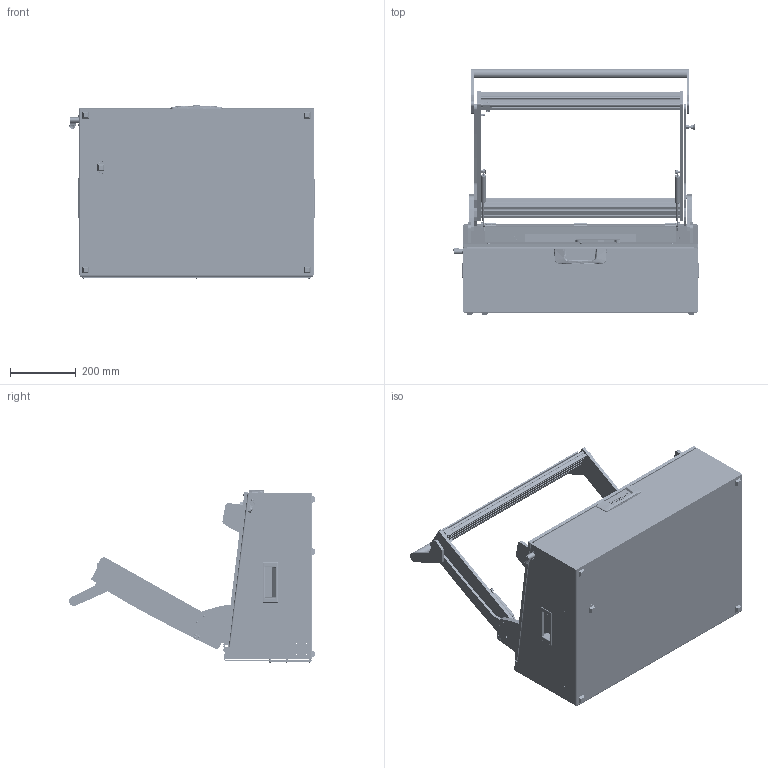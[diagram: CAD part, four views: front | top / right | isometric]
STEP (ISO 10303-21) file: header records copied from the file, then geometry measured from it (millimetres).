
FILE_DESCRIPTION (( 'STEP AP214' ), '1' );
FILE_NAME ('INGUN_42290_open.STEP', '2021-03-03T07:48:24', ( '' ), ( '' ), 'SwSTEP 2.0', 'SolidWorks 2018', '' );
FILE_SCHEMA (( 'AUTOMOTIVE_DESIGN' ));
Length unit declared in the file: millimetre
Products named in the file (107): 53734~1_KUNDE<S>; DIN6325~n_04,0m6x024; 109830~0_offen<S>; DIN6325~n_03,0m6x010; 40326~1_S; DIN6325~n_04,0m6x014; 109953~0_KUNDE<S>; 20901_01~0; DIN6325~n_04,0m6x016; 38440~6_KUNDE offen<S>; DIN912~n_M04,0x020; DIN6325~n_04,0m6x012; DIN7991~n_M05,0x016; 49317~0; 42689~3; DIN6325~n_02,0m6x020; 35097~0; 40333~2_S; K_02038~0; 30758_01~0_S; 42690~4_S; 37967~1; 31253~0_S; K_02037~0_Standard ohne Dyn Punkt<Standard>; 37971~8_S; 34328~1_S; 30758_02~0_S; 32171~0_S; 37972~6_S; 109945~0_KUNDE<S>; ISO7380~n_M05,0x008; 53032~0_S; ISO7380~n_M04,0x012; 40323~9; 40513~4_KUNDE<S>; 29805~4_geschlossen<S>; 40512~7_KUNDE<S>; DIN912~n_M04,0x012; INGUN_42290_open; ISO7380~n_M05,0x030 ...
Assembly tree (237 placements, depth 5):
  INGUN_42290_open
    42690~4_S
      42689~3
      30758~0_S  x2
        30758_01~0_S
        30758_02~0_S
      20902~0
      DIN985-A2~n_M05,0  x3
      DIN7991~n_M05,0x012  x2
      32462~0_S
      DIN7991~n_M05,0x016
      DIN125~n_05,3 M05,0 Fase  x2
      8804~0
      20901~0_Abstand 296<Standard>
        20901~0_ohne Schiebeteil<Standard>
        20901_01~0
      34327~2_S
      2720~0  x5
      53032~0_S
      32171~0_S
      ISO7380~n_M04,0x012  x9
      29805~4_geschlossen<S>
        110322~4_S
        110705~1_S
        30984~0_S
        110231~1_S
        110443~0_S
        30112~0
        ISO7380~n_M05,0x030
        ISO7380~n_M04,0x008  x2
        DIN914~n_M04,0x05
      35334~0_S
    38440~6_KUNDE offen<S>
      109830~0_offen<S>
        40323~9
        40324~2_S
        37971~8_S
        37972~6_S
        2281~0_180ø<Standard>  x3
          2281~0
        40333~2_S
        53031~0_S
        35649~1_S
        35651~1_S
        31253~0_S
        30955~0_S
        30915~0
        ASR~-a-s-r_拱04,2x07x拌8  x2
        2528~0  x2
        31109~0
        48727~1_S
          48726~2_S
          DIN6325~n_04,0m6x012
          48565~1_S
          DIN912~n_M04,0x020  x2
          DIN125~n_06,4 M06,0 Fase
          DIN125~n_04,3 M04,0  x2
          49317~0
        48728~1_S
          48726~2_S
Bounding box: 747.49 x 749.86 x 528.02 mm (x, y, z)
Volume: 7543360.9 mm3; surface area: 4438005.7 mm2
Topology: 232 solids, 232 shells, 5804 faces, 14429 edges, 9173 vertices
Faces by surface type: cylinder 2432, plane 2162, cone 773, bspline 234, torus 103, sphere 100
Entity records: 120282 total; most frequent: CARTESIAN_POINT 28501, DIRECTION 18193, ORIENTED_EDGE 16704, EDGE_CURVE 8352, AXIS2_PLACEMENT_3D 6878, VERTEX_POINT 5374, VECTOR 4437, LINE 4437
